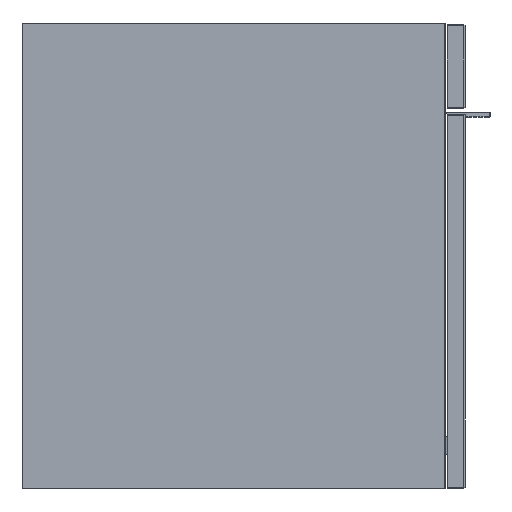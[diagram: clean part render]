
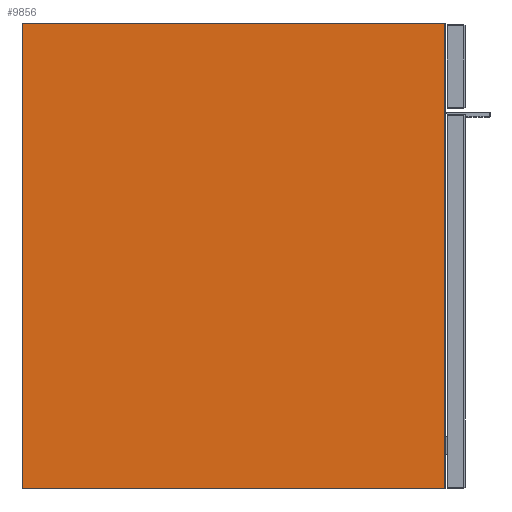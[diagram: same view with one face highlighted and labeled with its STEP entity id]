
A CAD part, left-side view. The second image highlights one B-rep face of the part: STEP entity #9856.
In plain terms, the highlighted planar face has unit normal (-1, 0, 0).
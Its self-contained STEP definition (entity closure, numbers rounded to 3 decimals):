
#9017=CARTESIAN_POINT('',(228.538,1722.225,0.));
#9018=VERTEX_POINT('',#9017);
#9025=CARTESIAN_POINT('',(228.538,2103.225,0.0));
#9026=VERTEX_POINT('',#9025);
#9027=CARTESIAN_POINT('',(228.538,1722.225,0.));
#9028=DIRECTION('',(0.0,1.0,0.0));
#9029=VECTOR('',#9028,381.0);
#9030=LINE('',#9027,#9029);
#9031=EDGE_CURVE('',#9018,#9026,#9030,.T.);
#9081=CARTESIAN_POINT('',(228.538,1722.225,420.0));
#9082=VERTEX_POINT('',#9081);
#9089=CARTESIAN_POINT('',(228.538,1722.225,420.0));
#9090=DIRECTION('',(0.0,0.0,-1.0));
#9091=VECTOR('',#9090,420.);
#9092=LINE('',#9089,#9091);
#9093=EDGE_CURVE('',#9082,#9018,#9092,.T.);
#9741=CARTESIAN_POINT('',(228.538,2103.225,420.0));
#9742=VERTEX_POINT('',#9741);
#9749=CARTESIAN_POINT('',(228.538,2103.225,420.0));
#9750=DIRECTION('',(0.0,-1.0,0.0));
#9751=VECTOR('',#9750,381.);
#9752=LINE('',#9749,#9751);
#9753=EDGE_CURVE('',#9742,#9082,#9752,.T.);
#9772=CARTESIAN_POINT('',(228.538,2103.225,0.0));
#9773=DIRECTION('',(0.0,0.0,1.0));
#9774=VECTOR('',#9773,420.0);
#9775=LINE('',#9772,#9774);
#9776=EDGE_CURVE('',#9026,#9742,#9775,.T.);
#9845=CARTESIAN_POINT('',(228.538,1912.725,420.001));
#9846=DIRECTION('',(-1.0,0.0,0.0));
#9847=DIRECTION('',(0.0,0.0,1.0));
#9848=AXIS2_PLACEMENT_3D('',#9845,#9846,#9847);
#9849=PLANE('',#9848);
#9850=ORIENTED_EDGE('',*,*,#9093,.F.);
#9851=ORIENTED_EDGE('',*,*,#9753,.F.);
#9852=ORIENTED_EDGE('',*,*,#9776,.F.);
#9853=ORIENTED_EDGE('',*,*,#9031,.F.);
#9854=EDGE_LOOP('',(#9850,#9851,#9852,#9853));
#9855=FACE_OUTER_BOUND('',#9854,.T.);
#9856=ADVANCED_FACE('',(#9855),#9849,.T.);
